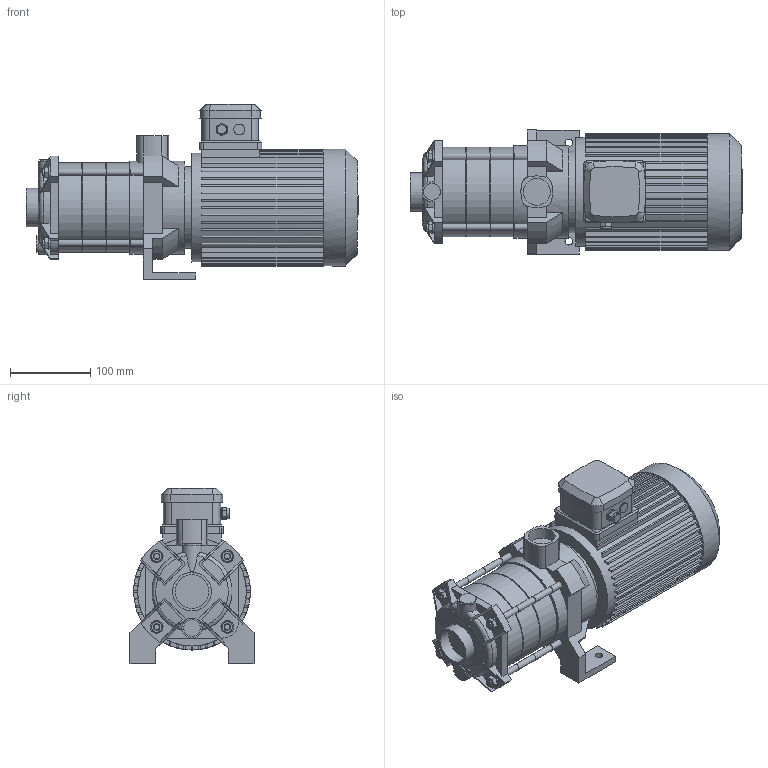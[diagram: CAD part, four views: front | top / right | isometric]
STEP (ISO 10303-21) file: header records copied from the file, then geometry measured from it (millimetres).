
FILE_DESCRIPTION(/* description */ (''),/* implementation_level */ '2;1');
FILE_NAME(/* name */ '3d_MEDANACH1-LC.603-5_E_F_10T-4235388.stp',/* time_stamp */ '2020-11-04T13:30:46+01:00',/* author */ ('Andrzej'),/* organization */ (''),/* preprocessor_version */ 'ST-DEVELOPER v16.13',/* originating_system */ 'AutoCAD Mechanical',/* authorisation */ '');
FILE_SCHEMA (('AUTOMOTIVE_DESIGN { 1 0 10303 214 3 1 1 }'));
Length unit declared in the file: millimetre
Products named in the file (1): Product
Bounding box: 414.9 x 155 x 219 mm (x, y, z)
Volume: 5708880.6 mm3; surface area: 474434.5 mm2
Topology: 32 solids, 32 shells, 634 faces, 1559 edges, 1011 vertices
Faces by surface type: plane 370, cylinder 147, cone 78, bspline 28, torus 11
Full cylindrical faces by diameter (mm): 8 x20, 9.5 x2, 12 x1, 13.5 x2, 16 x4, 21 x2, 25 x1, 33.7 x1, 42.4 x1, 48.4 x1, 102.2 x1, 110 x3, 112 x3, 116 x2, 136 x1, 146 x1
Entity records: 19218 total; most frequent: CARTESIAN_POINT 4672, ORIENTED_EDGE 2992, DIRECTION 2971, EDGE_CURVE 1496, AXIS2_PLACEMENT_3D 1084, VERTEX_POINT 1000, LINE 803, VECTOR 803
